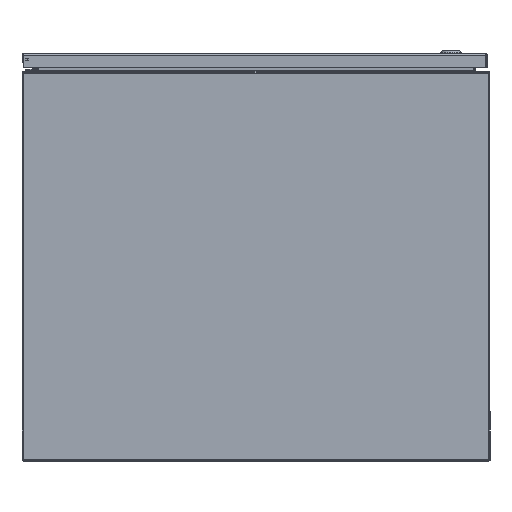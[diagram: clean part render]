
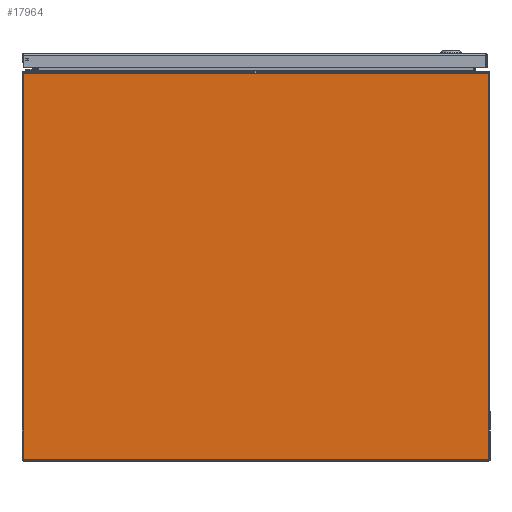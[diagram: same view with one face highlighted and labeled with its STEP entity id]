
A CAD part, front view. The second image highlights one B-rep face of the part: STEP entity #17964.
In plain terms, the highlighted face is planar.
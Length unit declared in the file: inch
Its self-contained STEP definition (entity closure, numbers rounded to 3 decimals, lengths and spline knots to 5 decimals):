
#17065=CARTESIAN_POINT('',(24.,0.,19.89475));
#17066=VERTEX_POINT('',#17065);
#17074=CARTESIAN_POINT('',(24.,23.852,19.89475));
#17075=VERTEX_POINT('',#17074);
#17076=CARTESIAN_POINT('',(24.,23.852,19.89475));
#17077=DIRECTION('',(0.0,-1.0,0.0));
#17078=VECTOR('',#17077,23.852);
#17079=LINE('',#17076,#17078);
#17080=EDGE_CURVE('',#17075,#17066,#17079,.T.);
#17604=CARTESIAN_POINT('',(24.,0.,0.10525));
#17605=VERTEX_POINT('',#17604);
#17612=CARTESIAN_POINT('',(24.,0.,0.10525));
#17613=DIRECTION('',(0.0,0.0,1.0));
#17614=VECTOR('',#17613,19.7895);
#17615=LINE('',#17612,#17614);
#17616=EDGE_CURVE('',#17605,#17066,#17615,.T.);
#17651=CARTESIAN_POINT('',(24.,23.852,0.10525));
#17652=VERTEX_POINT('',#17651);
#17653=CARTESIAN_POINT('',(24.,23.852,19.89475));
#17654=DIRECTION('',(0.0,0.0,-1.0));
#17655=VECTOR('',#17654,19.7895);
#17656=LINE('',#17653,#17655);
#17657=EDGE_CURVE('',#17075,#17652,#17656,.T.);
#17870=CARTESIAN_POINT('',(24.,0.,0.10525));
#17871=DIRECTION('',(0.0,1.0,0.0));
#17872=VECTOR('',#17871,23.852);
#17873=LINE('',#17870,#17872);
#17874=EDGE_CURVE('',#17605,#17652,#17873,.T.);
#17953=CARTESIAN_POINT('',(24.,11.926,-11.88973));
#17954=DIRECTION('',(-1.0,0.0,0.0));
#17955=DIRECTION('',(0.0,0.0,1.0));
#17956=AXIS2_PLACEMENT_3D('',#17953,#17954,#17955);
#17957=PLANE('',#17956);
#17958=ORIENTED_EDGE('',*,*,#17080,.T.);
#17959=ORIENTED_EDGE('',*,*,#17616,.F.);
#17960=ORIENTED_EDGE('',*,*,#17874,.T.);
#17961=ORIENTED_EDGE('',*,*,#17657,.F.);
#17962=EDGE_LOOP('',(#17958,#17959,#17960,#17961));
#17963=FACE_OUTER_BOUND('',#17962,.T.);
#17964=ADVANCED_FACE('',(#17963),#17957,.F.);
